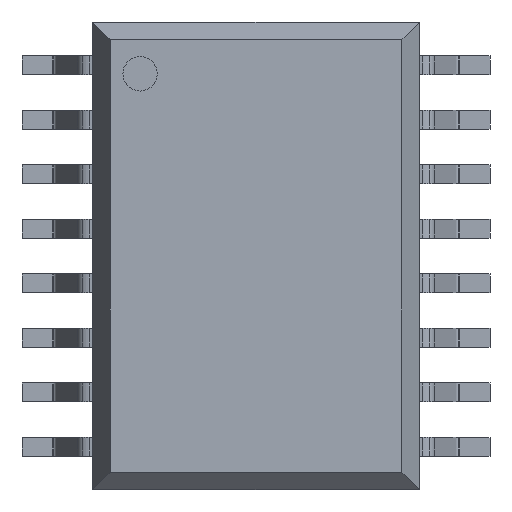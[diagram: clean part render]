
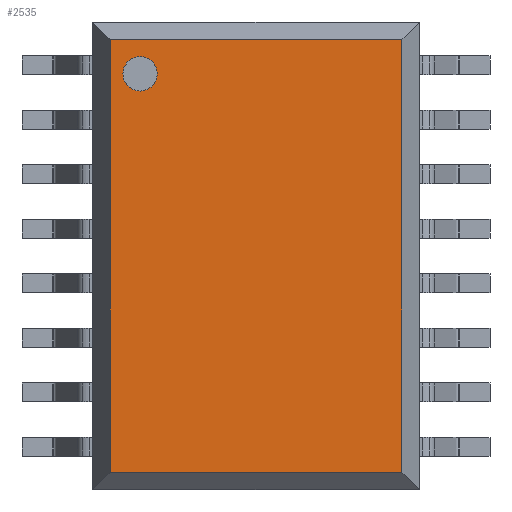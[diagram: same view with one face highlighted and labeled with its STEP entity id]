
A CAD part, top view. The second image highlights one B-rep face of the part: STEP entity #2535.
In plain terms, the highlighted planar face has unit normal (0, 0, 1).
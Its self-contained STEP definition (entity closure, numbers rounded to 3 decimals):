
#2535=ADVANCED_FACE('2:4517',(#5150,#5151),#5152,.F.);
#5150=FACE_BOUND('',#6249,.T.);
#5151=FACE_OUTER_BOUND('',#6250,.T.);
#5152=PLANE('',#6251);
#5199=EDGE_CURVE('2:2016',#6313,#6316,#6317,.F.);
#6224=EDGE_CURVE('2:2016',#6316,#6313,#7843,.F.);
#6249=EDGE_LOOP('',(#7913,#7914));
#6250=EDGE_LOOP('',(#7915,#7916,#7917,#7918));
#6251=AXIS2_PLACEMENT_3D('',#7919,#7920,#7921);
#6313=VERTEX_POINT('',#8059);
#6316=VERTEX_POINT('',#8063);
#6317=CIRCLE('',#8064,0.4);
#7843=CIRCLE('',#10099,0.4);
#7913=ORIENTED_EDGE('',*,*,#6224,.F.);
#7914=ORIENTED_EDGE('',*,*,#5199,.F.);
#7915=ORIENTED_EDGE('',*,*,#10117,.F.);
#7916=ORIENTED_EDGE('',*,*,#10129,.F.);
#7917=ORIENTED_EDGE('',*,*,#10121,.F.);
#7918=ORIENTED_EDGE('',*,*,#10130,.F.);
#7919=CARTESIAN_POINT('',(-3.8,-0.415,2.8));
#7920=DIRECTION('',(0.,0.0,-1.0));
#7921=DIRECTION('',(0.0,-1.0,0.0));
#8059=CARTESIAN_POINT('',(-2.3,4.24,2.8));
#8063=CARTESIAN_POINT('',(-3.1,4.24,2.8));
#8064=AXIS2_PLACEMENT_3D('',#10167,#10168,#10169);
#10099=AXIS2_PLACEMENT_3D('',#11429,#11430,#11431);
#10117=EDGE_CURVE('2:5330',#11451,#11452,#11453,.T.);
#10121=EDGE_CURVE('2:5318',#11459,#11460,#11461,.T.);
#10129=EDGE_CURVE('2:5321',#11460,#11451,#11471,.T.);
#10130=EDGE_CURVE('2:2577',#11452,#11459,#11472,.T.);
#10167=CARTESIAN_POINT('',(-2.7,4.24,2.8));
#10168=DIRECTION('',(0.,0.0,-1.0));
#10169=DIRECTION('',(1.0,0.0,0.));
#11429=CARTESIAN_POINT('',(-2.7,4.24,2.8));
#11430=DIRECTION('',(0.,0.0,-1.0));
#11431=DIRECTION('',(1.0,0.0,0.));
#11451=VERTEX_POINT('',#11506);
#11452=VERTEX_POINT('',#11507);
#11453=LINE('',#11508,#11509);
#11459=VERTEX_POINT('',#11518);
#11460=VERTEX_POINT('',#11519);
#11461=LINE('',#11520,#11521);
#11471=LINE('',#11538,#11539);
#11472=LINE('',#11540,#11541);
#11506=CARTESIAN_POINT('',(-3.4,-5.04,2.8));
#11507=CARTESIAN_POINT('',(-3.4,5.04,2.8));
#11508=CARTESIAN_POINT('',(-3.4,-1.478,2.8));
#11509=VECTOR('',#11559,1.0);
#11518=CARTESIAN_POINT('',(3.4,5.04,2.8));
#11519=CARTESIAN_POINT('',(3.4,-5.04,2.8));
#11520=CARTESIAN_POINT('',(3.4,-1.478,2.8));
#11521=VECTOR('',#11563,1.0);
#11538=CARTESIAN_POINT('',(-1.9,-5.04,2.8));
#11539=VECTOR('',#11571,1.0);
#11540=CARTESIAN_POINT('',(-1.9,5.04,2.8));
#11541=VECTOR('',#11572,1.0);
#11559=DIRECTION('',(0.,1.0,0.));
#11563=DIRECTION('',(0.0,-1.0,0.0));
#11571=DIRECTION('',(-1.0,0.0,0.));
#11572=DIRECTION('',(1.0,0.0,0.));
